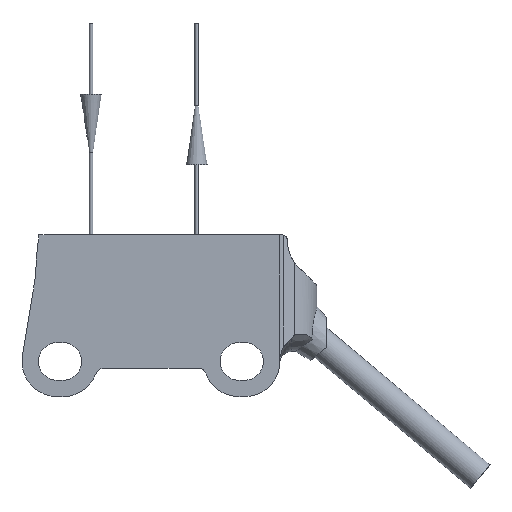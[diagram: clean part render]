
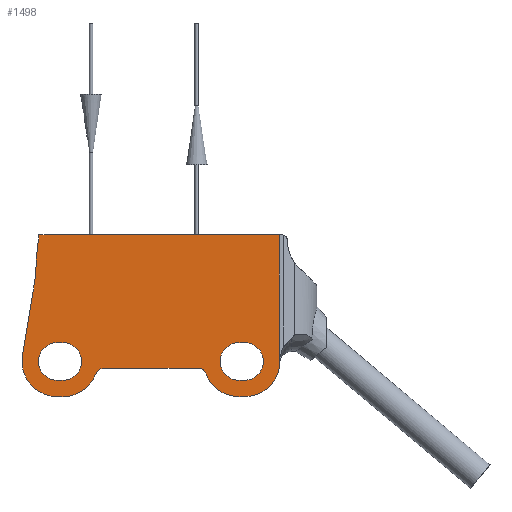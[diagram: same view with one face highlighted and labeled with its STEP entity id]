
A CAD part, left-side view. The second image highlights one B-rep face of the part: STEP entity #1498.
In plain terms, the highlighted planar face has unit normal (-1, 0, 0).
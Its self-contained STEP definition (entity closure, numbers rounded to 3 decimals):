
#49=PLANE('',#1612);
#94=LINE('',#2180,#173);
#114=LINE('',#2292,#193);
#115=LINE('',#2294,#194);
#116=LINE('',#2297,#195);
#117=LINE('',#2301,#196);
#118=LINE('',#2307,#197);
#119=LINE('',#2312,#198);
#120=LINE('',#2317,#199);
#121=LINE('',#2320,#200);
#122=LINE('',#2325,#201);
#173=VECTOR('',#1752,1000.);
#193=VECTOR('',#1832,1000.);
#194=VECTOR('',#1833,1000.);
#195=VECTOR('',#1836,1000.);
#196=VECTOR('',#1839,1000.);
#197=VECTOR('',#1844,1000.);
#198=VECTOR('',#1849,1000.);
#199=VECTOR('',#1852,1000.);
#200=VECTOR('',#1855,1000.);
#201=VECTOR('',#1858,1000.);
#263=CIRCLE('',#1596,3.);
#275=CIRCLE('',#1613,30.5);
#276=CIRCLE('',#1614,3.);
#277=CIRCLE('',#1615,3.);
#278=CIRCLE('',#1616,0.668);
#279=CIRCLE('',#1617,0.57);
#280=CIRCLE('',#1618,3.);
#281=CIRCLE('',#1619,1.6);
#282=CIRCLE('',#1620,1.6);
#283=CIRCLE('',#1621,1.6);
#284=CIRCLE('',#1622,1.6);
#449=ORIENTED_EDGE('',*,*,#731,.F.);
#450=ORIENTED_EDGE('',*,*,#704,.F.);
#451=ORIENTED_EDGE('',*,*,#732,.T.);
#452=ORIENTED_EDGE('',*,*,#685,.F.);
#453=ORIENTED_EDGE('',*,*,#733,.F.);
#454=ORIENTED_EDGE('',*,*,#734,.F.);
#455=ORIENTED_EDGE('',*,*,#735,.F.);
#456=ORIENTED_EDGE('',*,*,#736,.F.);
#457=ORIENTED_EDGE('',*,*,#737,.F.);
#458=ORIENTED_EDGE('',*,*,#738,.T.);
#459=ORIENTED_EDGE('',*,*,#739,.F.);
#460=ORIENTED_EDGE('',*,*,#740,.T.);
#461=ORIENTED_EDGE('',*,*,#741,.F.);
#462=ORIENTED_EDGE('',*,*,#742,.T.);
#463=ORIENTED_EDGE('',*,*,#743,.T.);
#464=ORIENTED_EDGE('',*,*,#744,.T.);
#465=ORIENTED_EDGE('',*,*,#745,.T.);
#466=ORIENTED_EDGE('',*,*,#746,.T.);
#467=ORIENTED_EDGE('',*,*,#747,.T.);
#468=ORIENTED_EDGE('',*,*,#748,.T.);
#469=ORIENTED_EDGE('',*,*,#749,.T.);
#685=EDGE_CURVE('',#836,#837,#94,.T.);
#704=EDGE_CURVE('',#848,#849,#263,.T.);
#731=EDGE_CURVE('',#849,#869,#114,.T.);
#732=EDGE_CURVE('',#848,#837,#115,.T.);
#733=EDGE_CURVE('',#870,#836,#275,.T.);
#734=EDGE_CURVE('',#871,#870,#116,.T.);
#735=EDGE_CURVE('',#872,#871,#276,.T.);
#736=EDGE_CURVE('',#873,#872,#117,.T.);
#737=EDGE_CURVE('',#874,#873,#277,.T.);
#738=EDGE_CURVE('',#874,#875,#278,.T.);
#739=EDGE_CURVE('',#876,#875,#118,.T.);
#740=EDGE_CURVE('',#876,#877,#279,.T.);
#741=EDGE_CURVE('',#869,#877,#280,.T.);
#742=EDGE_CURVE('',#878,#879,#119,.T.);
#743=EDGE_CURVE('',#879,#880,#281,.T.);
#744=EDGE_CURVE('',#880,#881,#120,.T.);
#745=EDGE_CURVE('',#881,#878,#282,.T.);
#746=EDGE_CURVE('',#882,#883,#121,.T.);
#747=EDGE_CURVE('',#883,#884,#283,.T.);
#748=EDGE_CURVE('',#884,#885,#122,.T.);
#749=EDGE_CURVE('',#885,#882,#284,.T.);
#836=VERTEX_POINT('',#2179);
#837=VERTEX_POINT('',#2181);
#848=VERTEX_POINT('',#2229);
#849=VERTEX_POINT('',#2231);
#869=VERTEX_POINT('',#2293);
#870=VERTEX_POINT('',#2296);
#871=VERTEX_POINT('',#2298);
#872=VERTEX_POINT('',#2300);
#873=VERTEX_POINT('',#2302);
#874=VERTEX_POINT('',#2304);
#875=VERTEX_POINT('',#2306);
#876=VERTEX_POINT('',#2308);
#877=VERTEX_POINT('',#2310);
#878=VERTEX_POINT('',#2313);
#879=VERTEX_POINT('',#2314);
#880=VERTEX_POINT('',#2316);
#881=VERTEX_POINT('',#2318);
#882=VERTEX_POINT('',#2321);
#883=VERTEX_POINT('',#2322);
#884=VERTEX_POINT('',#2324);
#885=VERTEX_POINT('',#2326);
#943=EDGE_LOOP('',(#449,#450,#451,#452,#453,#454,#455,#456,#457,#458,#459,
#460,#461));
#944=EDGE_LOOP('',(#462,#463,#464,#465));
#945=EDGE_LOOP('',(#466,#467,#468,#469));
#1024=FACE_BOUND('',#943,.T.);
#1025=FACE_BOUND('',#944,.T.);
#1026=FACE_BOUND('',#945,.T.);
#1498=ADVANCED_FACE('',(#1024,#1025,#1026),#49,.F.);
#1596=AXIS2_PLACEMENT_3D('',#2230,#1787,#1788);
#1612=AXIS2_PLACEMENT_3D('',#2291,#1830,#1831);
#1613=AXIS2_PLACEMENT_3D('',#2295,#1834,#1835);
#1614=AXIS2_PLACEMENT_3D('',#2299,#1837,#1838);
#1615=AXIS2_PLACEMENT_3D('',#2303,#1840,#1841);
#1616=AXIS2_PLACEMENT_3D('',#2305,#1842,#1843);
#1617=AXIS2_PLACEMENT_3D('',#2309,#1845,#1846);
#1618=AXIS2_PLACEMENT_3D('',#2311,#1847,#1848);
#1619=AXIS2_PLACEMENT_3D('',#2315,#1850,#1851);
#1620=AXIS2_PLACEMENT_3D('',#2319,#1853,#1854);
#1621=AXIS2_PLACEMENT_3D('',#2323,#1856,#1857);
#1622=AXIS2_PLACEMENT_3D('',#2327,#1859,#1860);
#1752=DIRECTION('',(0.,-1.,0.));
#1787=DIRECTION('',(1.,0.,0.));
#1788=DIRECTION('',(0.,0.,-1.));
#1830=DIRECTION('',(1.,0.,0.));
#1831=DIRECTION('',(0.,0.,-1.));
#1832=DIRECTION('',(0.,1.,0.));
#1833=DIRECTION('',(0.,0.,1.));
#1834=DIRECTION('',(1.,0.,0.));
#1835=DIRECTION('',(0.,0.,-1.));
#1836=DIRECTION('',(0.,-0.162,0.987));
#1837=DIRECTION('',(1.,0.,0.));
#1838=DIRECTION('',(0.,0.,-1.));
#1839=DIRECTION('',(0.,1.,0.));
#1840=DIRECTION('',(1.,0.,0.));
#1841=DIRECTION('',(0.,0.,-1.));
#1842=DIRECTION('',(1.,0.,0.));
#1843=DIRECTION('',(0.,0.,-1.));
#1844=DIRECTION('',(0.,1.,0.));
#1845=DIRECTION('',(1.,0.,0.));
#1846=DIRECTION('',(0.,0.,-1.));
#1847=DIRECTION('',(1.,0.,0.));
#1848=DIRECTION('',(0.,0.,-1.));
#1849=DIRECTION('',(0.,-1.,0.));
#1850=DIRECTION('',(1.,0.,0.));
#1851=DIRECTION('',(0.,0.,-1.));
#1852=DIRECTION('',(0.,1.,0.));
#1853=DIRECTION('',(1.,0.,0.));
#1854=DIRECTION('',(0.,0.,-1.));
#1855=DIRECTION('',(0.,-1.,0.));
#1856=DIRECTION('',(1.,0.,0.));
#1857=DIRECTION('',(0.,0.,-1.));
#1858=DIRECTION('',(0.,1.,0.));
#1859=DIRECTION('',(1.,0.,0.));
#1860=DIRECTION('',(0.,0.,-1.));
#2179=CARTESIAN_POINT('',(-3.75,23.7,0.));
#2180=CARTESIAN_POINT('',(-3.75,23.7,0.));
#2181=CARTESIAN_POINT('',(-3.75,3.193,0.));
#2229=CARTESIAN_POINT('',(-3.75,3.193,-11.304));
#2230=CARTESIAN_POINT('',(-3.75,6.15,-10.8));
#2231=CARTESIAN_POINT('',(-3.75,6.15,-13.8));
#2291=CARTESIAN_POINT('',(-3.75,3.,-0.5));
#2292=CARTESIAN_POINT('',(-3.75,6.15,-13.8));
#2293=CARTESIAN_POINT('',(-3.75,6.65,-13.8));
#2294=CARTESIAN_POINT('',(-3.75,3.193,-14.));
#2295=CARTESIAN_POINT('',(-3.75,-6.5,-4.267));
#2296=CARTESIAN_POINT('',(-3.75,23.99,-3.499));
#2297=CARTESIAN_POINT('',(-3.75,25.11,-10.313));
#2298=CARTESIAN_POINT('',(-3.75,25.11,-10.313));
#2299=CARTESIAN_POINT('',(-3.75,22.15,-10.8));
#2300=CARTESIAN_POINT('',(-3.75,22.15,-13.8));
#2301=CARTESIAN_POINT('',(-3.75,21.65,-13.8));
#2302=CARTESIAN_POINT('',(-3.75,21.65,-13.8));
#2303=CARTESIAN_POINT('',(-3.75,21.65,-10.8));
#2304=CARTESIAN_POINT('',(-3.75,18.835,-11.837));
#2305=CARTESIAN_POINT('',(-3.75,18.208,-12.068));
#2306=CARTESIAN_POINT('',(-3.75,18.208,-11.4));
#2307=CARTESIAN_POINT('',(-3.75,10.023,-11.4));
#2308=CARTESIAN_POINT('',(-3.75,10.023,-11.4));
#2309=CARTESIAN_POINT('',(-3.75,10.023,-11.97));
#2310=CARTESIAN_POINT('',(-3.75,9.484,-11.783));
#2311=CARTESIAN_POINT('',(-3.75,6.65,-10.8));
#2312=CARTESIAN_POINT('',(-3.75,22.15,-9.2));
#2313=CARTESIAN_POINT('',(-3.75,22.15,-9.2));
#2314=CARTESIAN_POINT('',(-3.75,21.65,-9.2));
#2315=CARTESIAN_POINT('',(-3.75,21.65,-10.8));
#2316=CARTESIAN_POINT('',(-3.75,21.65,-12.4));
#2317=CARTESIAN_POINT('',(-3.75,21.65,-12.4));
#2318=CARTESIAN_POINT('',(-3.75,22.15,-12.4));
#2319=CARTESIAN_POINT('',(-3.75,22.15,-10.8));
#2320=CARTESIAN_POINT('',(-3.75,6.65,-9.2));
#2321=CARTESIAN_POINT('',(-3.75,6.65,-9.2));
#2322=CARTESIAN_POINT('',(-3.75,6.15,-9.2));
#2323=CARTESIAN_POINT('',(-3.75,6.15,-10.8));
#2324=CARTESIAN_POINT('',(-3.75,6.15,-12.4));
#2325=CARTESIAN_POINT('',(-3.75,6.15,-12.4));
#2326=CARTESIAN_POINT('',(-3.75,6.65,-12.4));
#2327=CARTESIAN_POINT('',(-3.75,6.65,-10.8));
